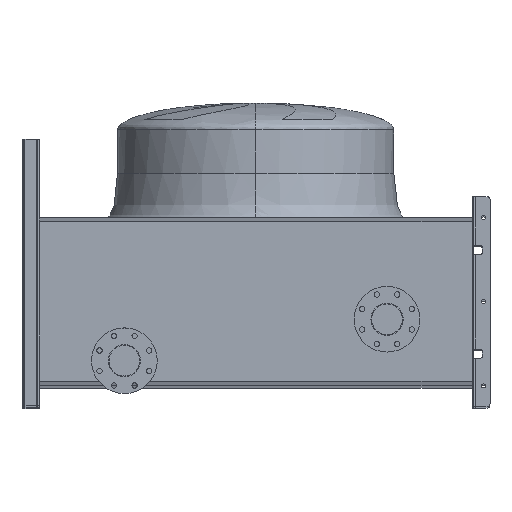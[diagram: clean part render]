
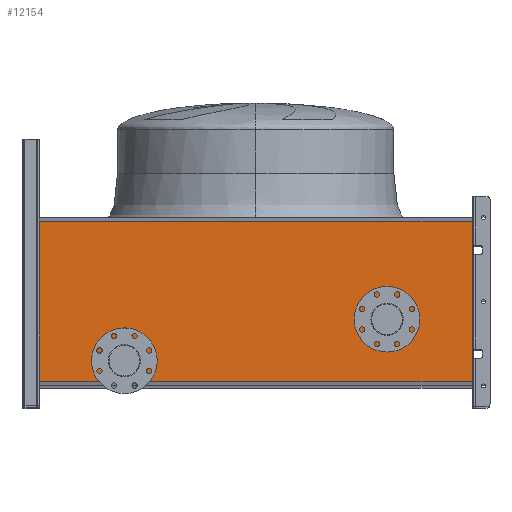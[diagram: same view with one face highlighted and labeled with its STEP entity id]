
A CAD part, top view. The second image highlights one B-rep face of the part: STEP entity #12154.
In plain terms, the highlighted planar face has unit normal (0, 0, 1).
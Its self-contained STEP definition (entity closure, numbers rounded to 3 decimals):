
#33 = CARTESIAN_POINT ( 'NONE',  ( -440., 135., 240. ) ) ;
#198 = ORIENTED_EDGE ( 'NONE', *, *, #11999, .T. ) ;
#231 = AXIS2_PLACEMENT_3D ( 'NONE', #5677, #4721, #5606 ) ;
#470 = EDGE_LOOP ( 'NONE', ( #198, #7802 ) ) ;
#673 = DIRECTION ( 'NONE',  ( 0., 0., -1. ) ) ;
#744 = EDGE_CURVE ( 'NONE', #8703, #4061, #8323, .T. ) ;
#789 = ORIENTED_EDGE ( 'NONE', *, *, #12855, .T. ) ;
#880 = CARTESIAN_POINT ( 'NONE',  ( -440., 27., 240. ) ) ;
#940 = EDGE_CURVE ( 'NONE', #5727, #9273, #1756, .T. ) ;
#1122 = AXIS2_PLACEMENT_3D ( 'NONE', #8454, #673, #7507 ) ;
#1196 = AXIS2_PLACEMENT_3D ( 'NONE', #6287, #10748, #1933 ) ;
#1281 = DIRECTION ( 'NONE',  ( -1., 0., 0. ) ) ;
#1406 = FACE_BOUND ( 'NONE', #470, .T. ) ;
#1461 = CARTESIAN_POINT ( 'NONE',  ( -725., 12.578, 240. ) ) ;
#1756 = LINE ( 'NONE', #4066, #3877 ) ;
#1881 = CARTESIAN_POINT ( 'NONE',  ( 440., 166., 240. ) ) ;
#1933 = DIRECTION ( 'NONE',  ( -1., 0., 0. ) ) ;
#2486 = FACE_BOUND ( 'NONE', #8773, .T. ) ;
#2578 = CIRCLE ( 'NONE', #1196, 54. ) ;
#2760 = DIRECTION ( 'NONE',  ( 0., -1., 0. ) ) ;
#2763 = CARTESIAN_POINT ( 'NONE',  ( 440., 274., 240. ) ) ;
#3295 = VECTOR ( 'NONE', #1281, 1000. ) ;
#3354 = CARTESIAN_POINT ( 'NONE',  ( 440., 220., 240. ) ) ;
#3403 = VERTEX_POINT ( 'NONE', #33 ) ;
#3813 = VERTEX_POINT ( 'NONE', #880 ) ;
#3877 = VECTOR ( 'NONE', #2760, 1000. ) ;
#4061 = VERTEX_POINT ( 'NONE', #1881 ) ;
#4066 = CARTESIAN_POINT ( 'NONE',  ( 725., 12.578, 240. ) ) ;
#4721 = DIRECTION ( 'NONE',  ( 0., 0., -1. ) ) ;
#4763 = CARTESIAN_POINT ( 'NONE',  ( 1334.262, 547.422, 240. ) ) ;
#4844 = EDGE_CURVE ( 'NONE', #4061, #8703, #8811, .T. ) ;
#5111 = CIRCLE ( 'NONE', #231, 54. ) ;
#5179 = VECTOR ( 'NONE', #9635, 1000. ) ;
#5296 = CARTESIAN_POINT ( 'NONE',  ( 725., 547.422, 240. ) ) ;
#5589 = EDGE_CURVE ( 'NONE', #3813, #3403, #5111, .T. ) ;
#5606 = DIRECTION ( 'NONE',  ( -1., 0., 0. ) ) ;
#5657 = CARTESIAN_POINT ( 'NONE',  ( 725., 12.578, 240. ) ) ;
#5677 = CARTESIAN_POINT ( 'NONE',  ( -440., 81., 240. ) ) ;
#5727 = VERTEX_POINT ( 'NONE', #5296 ) ;
#6023 = AXIS2_PLACEMENT_3D ( 'NONE', #3354, #12535, #12252 ) ;
#6287 = CARTESIAN_POINT ( 'NONE',  ( -440., 81., 240. ) ) ;
#6729 = EDGE_CURVE ( 'NONE', #13615, #13079, #9173, .T. ) ;
#7381 = ORIENTED_EDGE ( 'NONE', *, *, #4844, .T. ) ;
#7477 = ORIENTED_EDGE ( 'NONE', *, *, #744, .T. ) ;
#7507 = DIRECTION ( 'NONE',  ( -1., 0., 0. ) ) ;
#7746 = PLANE ( 'NONE',  #11893 ) ;
#7802 = ORIENTED_EDGE ( 'NONE', *, *, #5589, .T. ) ;
#8040 = LINE ( 'NONE', #4763, #3295 ) ;
#8323 = CIRCLE ( 'NONE', #1122, 54. ) ;
#8454 = CARTESIAN_POINT ( 'NONE',  ( 440., 220., 240. ) ) ;
#8703 = VERTEX_POINT ( 'NONE', #2763 ) ;
#8773 = EDGE_LOOP ( 'NONE', ( #7477, #7381 ) ) ;
#8811 = CIRCLE ( 'NONE', #6023, 54. ) ;
#9043 = DIRECTION ( 'NONE',  ( 0., 0., -1. ) ) ;
#9173 = LINE ( 'NONE', #1461, #13293 ) ;
#9240 = ORIENTED_EDGE ( 'NONE', *, *, #6729, .T. ) ;
#9273 = VERTEX_POINT ( 'NONE', #5657 ) ;
#9635 = DIRECTION ( 'NONE',  ( -1., 0., 0. ) ) ;
#10125 = DIRECTION ( 'NONE',  ( 0., -1., 0. ) ) ;
#10526 = ORIENTED_EDGE ( 'NONE', *, *, #13616, .F. ) ;
#10748 = DIRECTION ( 'NONE',  ( 0., 0., -1. ) ) ;
#10946 = LINE ( 'NONE', #13280, #5179 ) ;
#11766 = CARTESIAN_POINT ( 'NONE',  ( -725., 12.578, 240. ) ) ;
#11845 = EDGE_LOOP ( 'NONE', ( #12311, #789, #9240, #10526 ) ) ;
#11893 = AXIS2_PLACEMENT_3D ( 'NONE', #12201, #9043, #13511 ) ;
#11999 = EDGE_CURVE ( 'NONE', #3403, #3813, #2578, .T. ) ;
#12154 = ADVANCED_FACE ( 'NONE', ( #1406, #12473, #2486 ), #7746, .F. ) ;
#12201 = CARTESIAN_POINT ( 'NONE',  ( 1334.262, 12.578, 240. ) ) ;
#12252 = DIRECTION ( 'NONE',  ( -1., 0., 0. ) ) ;
#12311 = ORIENTED_EDGE ( 'NONE', *, *, #940, .F. ) ;
#12473 = FACE_OUTER_BOUND ( 'NONE', #11845, .T. ) ;
#12535 = DIRECTION ( 'NONE',  ( 0., 0., -1. ) ) ;
#12855 = EDGE_CURVE ( 'NONE', #5727, #13615, #8040, .T. ) ;
#13079 = VERTEX_POINT ( 'NONE', #11766 ) ;
#13280 = CARTESIAN_POINT ( 'NONE',  ( 1334.262, 12.578, 240. ) ) ;
#13293 = VECTOR ( 'NONE', #10125, 1000. ) ;
#13511 = DIRECTION ( 'NONE',  ( -1., 0., 0. ) ) ;
#13615 = VERTEX_POINT ( 'NONE', #14155 ) ;
#13616 = EDGE_CURVE ( 'NONE', #9273, #13079, #10946, .T. ) ;
#14155 = CARTESIAN_POINT ( 'NONE',  ( -725., 547.422, 240. ) ) ;
